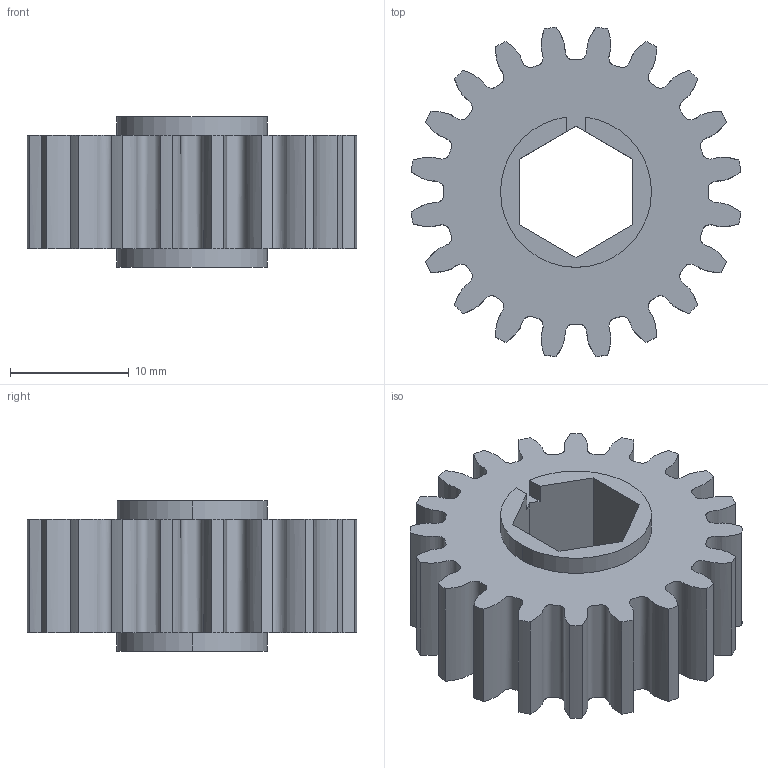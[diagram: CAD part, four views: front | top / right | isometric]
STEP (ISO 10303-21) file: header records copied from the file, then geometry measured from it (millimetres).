
FILE_DESCRIPTION (( 'STEP AP214' ), '1' );
FILE_NAME ('WCP-0683 Rev1.step', '2022-11-24T01:46:30', ( '' ), ( '' ), 'SwSTEP 2.0', 'SolidWorks 2020', '' );
FILE_SCHEMA (( 'AUTOMOTIVE_DESIGN' ));
Length unit declared in the file: inch
Products named in the file (1): WCP-0683 Rev1
Bounding box: 27.74 x 27.74 x 12.65 mm (x, y, z)
Volume: 4277.3 mm3; surface area: 2905.7 mm2
Topology: 1 solids, 1 shells, 57 faces, 162 edges, 108 vertices
Faces by surface type: cylinder 25, bspline 20, plane 12
Entity records: 10750 total; most frequent: CARTESIAN_POINT 9308, ORIENTED_EDGE 324, DIRECTION 248, EDGE_CURVE 162, VERTEX_POINT 108, AXIS2_PLACEMENT_3D 88, VECTOR 72, LINE 72
